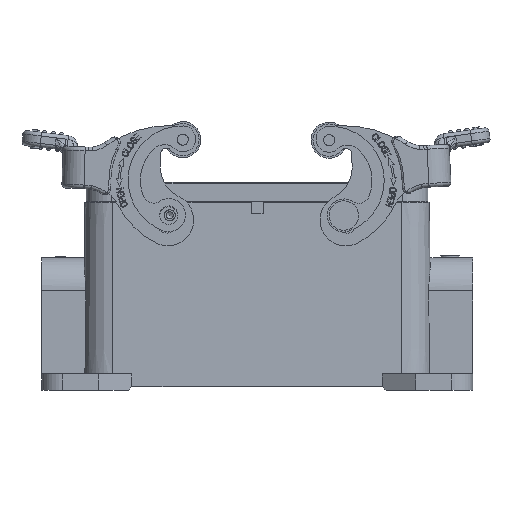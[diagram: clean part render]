
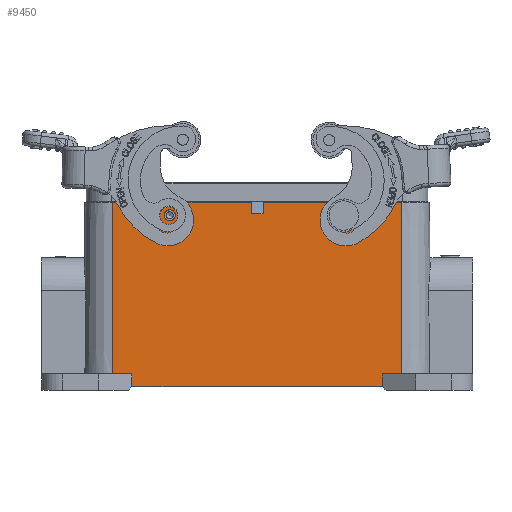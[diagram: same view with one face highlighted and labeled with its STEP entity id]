
A CAD part, front view. The second image highlights one B-rep face of the part: STEP entity #9450.
In plain terms, the highlighted planar face has unit normal (0, -1, 0.009).
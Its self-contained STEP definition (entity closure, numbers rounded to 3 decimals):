
#39=ELLIPSE('',#37761,1.5,1.5);
#40=ELLIPSE('',#37762,1.5,1.5);
#9450=ADVANCED_FACE('',(#11572,#11573,#11574),#10301,.T.);
#10301=PLANE('',#37763);
#11572=FACE_BOUND('',#13500,.T.);
#11573=FACE_BOUND('',#13501,.T.);
#11574=FACE_BOUND('',#13502,.T.);
#13500=EDGE_LOOP('',(#23208));
#13501=EDGE_LOOP('',(#23209));
#13502=EDGE_LOOP('',(#23210,#23211,#23212,#23213,#23214,#23215,#23216,#23217,
#23218,#23219,#23220,#23221));
#23208=ORIENTED_EDGE('',*,*,#30449,.T.);
#23209=ORIENTED_EDGE('',*,*,#30450,.T.);
#23210=ORIENTED_EDGE('',*,*,#30446,.T.);
#23211=ORIENTED_EDGE('',*,*,#30429,.T.);
#23212=ORIENTED_EDGE('',*,*,#30247,.F.);
#23213=ORIENTED_EDGE('',*,*,#30239,.T.);
#23214=ORIENTED_EDGE('',*,*,#30232,.F.);
#23215=ORIENTED_EDGE('',*,*,#30451,.T.);
#23216=ORIENTED_EDGE('',*,*,#30194,.F.);
#23217=ORIENTED_EDGE('',*,*,#30182,.T.);
#23218=ORIENTED_EDGE('',*,*,#30174,.T.);
#23219=ORIENTED_EDGE('',*,*,#30158,.T.);
#23220=ORIENTED_EDGE('',*,*,#30157,.F.);
#23221=ORIENTED_EDGE('',*,*,#30448,.F.);
#25940=VERTEX_POINT('',#65533);
#25941=VERTEX_POINT('',#65535);
#25942=VERTEX_POINT('',#65539);
#25955=VERTEX_POINT('',#65582);
#25960=VERTEX_POINT('',#65603);
#25970=VERTEX_POINT('',#65638);
#25991=VERTEX_POINT('',#65707);
#25993=VERTEX_POINT('',#65711);
#25998=VERTEX_POINT('',#65727);
#26005=VERTEX_POINT('',#65743);
#26125=VERTEX_POINT('',#66240);
#26135=VERTEX_POINT('',#66274);
#26136=VERTEX_POINT('',#66280);
#26137=VERTEX_POINT('',#66282);
#30157=EDGE_CURVE('',#25941,#25940,#32536,.T.);
#30158=EDGE_CURVE('',#25942,#25940,#32537,.T.);
#30174=EDGE_CURVE('',#25955,#25942,#32549,.T.);
#30182=EDGE_CURVE('',#25960,#25955,#32554,.T.);
#30194=EDGE_CURVE('',#25960,#25970,#32561,.T.);
#30232=EDGE_CURVE('',#25993,#25991,#32590,.T.);
#30239=EDGE_CURVE('',#25998,#25991,#32593,.T.);
#30247=EDGE_CURVE('',#25998,#26005,#32600,.T.);
#30429=EDGE_CURVE('',#26125,#26005,#32734,.T.);
#30446=EDGE_CURVE('',#26135,#26125,#32747,.T.);
#30448=EDGE_CURVE('',#26135,#25941,#32749,.T.);
#30449=EDGE_CURVE('',#26136,#26136,#39,.T.);
#30450=EDGE_CURVE('',#26137,#26137,#40,.T.);
#30451=EDGE_CURVE('',#25993,#25970,#32750,.T.);
#32536=LINE('',#65536,#34889);
#32537=LINE('',#65538,#34890);
#32549=LINE('',#65581,#34902);
#32554=LINE('',#65602,#34907);
#32561=LINE('',#65637,#34914);
#32590=LINE('',#65712,#34943);
#32593=LINE('',#65726,#34946);
#32600=LINE('',#65742,#34953);
#32734=LINE('',#66239,#35087);
#32747=LINE('',#66273,#35100);
#32749=LINE('',#66277,#35102);
#32750=LINE('',#66283,#35103);
#34889=VECTOR('',#44991,1.);
#34890=VECTOR('',#44994,1.);
#34902=VECTOR('',#45018,1.);
#34907=VECTOR('',#45029,1.);
#34914=VECTOR('',#45048,1.);
#34943=VECTOR('',#45121,1.);
#34946=VECTOR('',#45138,1.);
#34953=VECTOR('',#45149,1.);
#35087=VECTOR('',#45433,1.);
#35100=VECTOR('',#45468,1.);
#35102=VECTOR('',#45472,1.);
#35103=VECTOR('',#45479,1.);
#37761=AXIS2_PLACEMENT_3D('',#66279,#45475,#45476);
#37762=AXIS2_PLACEMENT_3D('',#66281,#45477,#45478);
#37763=AXIS2_PLACEMENT_3D('',#66284,#45480,#45481);
#44991=DIRECTION('',(1.,0.,0.));
#44994=DIRECTION('',(0.,-0.009,-1.));
#45018=DIRECTION('',(-1.,0.,0.));
#45029=DIRECTION('',(0.,0.009,1.));
#45048=DIRECTION('',(-1.,0.,0.));
#45121=DIRECTION('',(-1.,0.,0.));
#45138=DIRECTION('',(0.,-0.009,-1.));
#45149=DIRECTION('',(-1.,0.,0.));
#45433=DIRECTION('',(0.,-0.009,-1.));
#45468=DIRECTION('',(-1.,0.,0.));
#45472=DIRECTION('',(0.,-0.009,-1.));
#45475=DIRECTION('',(0.,1.,-0.009));
#45476=DIRECTION('',(0.,0.009,1.));
#45477=DIRECTION('',(0.,1.,-0.009));
#45478=DIRECTION('',(0.,0.009,1.));
#45479=DIRECTION('',(0.,0.009,1.));
#45480=DIRECTION('',(0.,-1.,0.009));
#45481=DIRECTION('',(-1.,0.,0.));
#65533=CARTESIAN_POINT('',(1.6,-21.526,21.5));
#65535=CARTESIAN_POINT('',(-1.6,-21.526,21.5));
#65536=CARTESIAN_POINT('',(-1.6,-21.526,21.5));
#65538=CARTESIAN_POINT('',(1.6,-21.5,24.5));
#65539=CARTESIAN_POINT('',(1.6,-21.5,24.5));
#65581=CARTESIAN_POINT('',(39.25,-21.5,24.5));
#65582=CARTESIAN_POINT('',(39.25,-21.5,24.5));
#65602=CARTESIAN_POINT('',(39.25,-21.906,-22.));
#65603=CARTESIAN_POINT('',(39.25,-21.906,-22.));
#65637=CARTESIAN_POINT('',(39.25,-21.906,-22.));
#65638=CARTESIAN_POINT('',(34.,-21.906,-22.));
#65707=CARTESIAN_POINT('',(-34.,-21.936,-25.5));
#65711=CARTESIAN_POINT('',(34.,-21.936,-25.5));
#65712=CARTESIAN_POINT('',(34.,-21.936,-25.5));
#65726=CARTESIAN_POINT('',(-34.,-21.906,-22.));
#65727=CARTESIAN_POINT('',(-34.,-21.906,-22.));
#65742=CARTESIAN_POINT('',(-34.,-21.906,-22.));
#65743=CARTESIAN_POINT('',(-39.25,-21.906,-22.));
#66239=CARTESIAN_POINT('',(-39.25,-21.5,24.5));
#66240=CARTESIAN_POINT('',(-39.25,-21.5,24.5));
#66273=CARTESIAN_POINT('',(-1.6,-21.5,24.5));
#66274=CARTESIAN_POINT('',(-1.6,-21.5,24.5));
#66277=CARTESIAN_POINT('',(-1.6,-21.5,24.5));
#66279=CARTESIAN_POINT('',(23.75,-21.531,21.));
#66280=CARTESIAN_POINT('',(23.75,-21.517,22.5));
#66281=CARTESIAN_POINT('',(-23.75,-21.531,21.));
#66282=CARTESIAN_POINT('',(-23.75,-21.517,22.5));
#66283=CARTESIAN_POINT('',(34.,-21.936,-25.5));
#66284=CARTESIAN_POINT('',(-41.628,-21.5,24.5));
